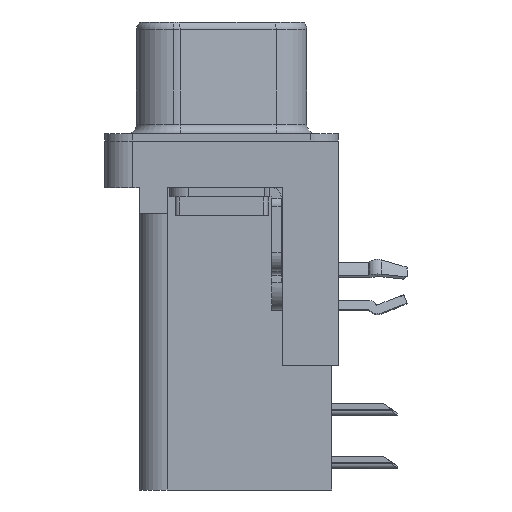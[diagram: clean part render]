
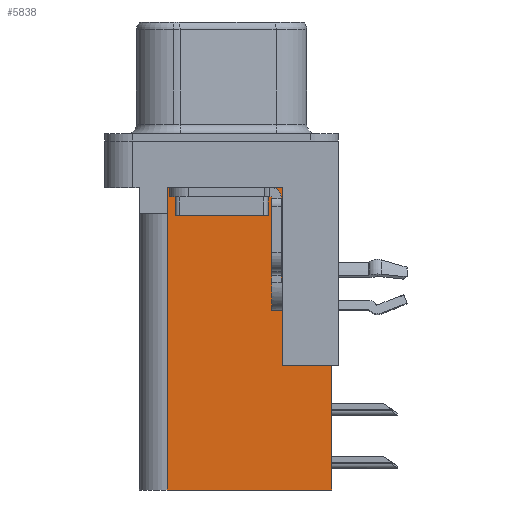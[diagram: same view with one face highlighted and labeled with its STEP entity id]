
A CAD part, left-side view. The second image highlights one B-rep face of the part: STEP entity #5838.
In plain terms, the highlighted planar face has unit normal (-1, 0, 0).
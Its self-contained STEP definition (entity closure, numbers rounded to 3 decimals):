
#919 = CARTESIAN_POINT ( 'NONE',  ( 3.7, -3.295, -18.76 ) ) ;
#973 = DIRECTION ( 'NONE',  ( 0., 0., 1. ) ) ;
#1458 = EDGE_CURVE ( 'NONE', #10317, #15945, #1763, .T. ) ;
#1745 = VECTOR ( 'NONE', #3793, 1000. ) ;
#1763 = LINE ( 'NONE', #2307, #1745 ) ;
#2307 = CARTESIAN_POINT ( 'NONE',  ( 3.7, 2.895, -3.9 ) ) ;
#2631 = DIRECTION ( 'NONE',  ( 0., 0., -1. ) ) ;
#3185 = EDGE_CURVE ( 'NONE', #15945, #3703, #18497, .T. ) ;
#3703 = VERTEX_POINT ( 'NONE', #10828 ) ;
#3793 = DIRECTION ( 'NONE',  ( 0., 0., -1. ) ) ;
#3985 = EDGE_CURVE ( 'NONE', #19827, #7703, #15314, .T. ) ;
#4455 = CARTESIAN_POINT ( 'NONE',  ( 3.7, 2.895, -2.5 ) ) ;
#5233 = FACE_OUTER_BOUND ( 'NONE', #6339, .T. ) ;
#5838 = ADVANCED_FACE ( 'NONE', ( #5233 ), #10457, .F. ) ;
#6168 = ORIENTED_EDGE ( 'NONE', *, *, #19239, .F. ) ;
#6339 = EDGE_LOOP ( 'NONE', ( #14148, #13215, #6870, #6168, #8593, #12255, #18835, #18392 ) ) ;
#6870 = ORIENTED_EDGE ( 'NONE', *, *, #3185, .T. ) ;
#7703 = VERTEX_POINT ( 'NONE', #10764 ) ;
#7785 = VECTOR ( 'NONE', #12775, 1000. ) ;
#7897 = CARTESIAN_POINT ( 'NONE',  ( 3.7, -5.925, -18.76 ) ) ;
#8387 = LINE ( 'NONE', #10929, #8474 ) ;
#8474 = VECTOR ( 'NONE', #21887, 1000. ) ;
#8593 = ORIENTED_EDGE ( 'NONE', *, *, #22838, .F. ) ;
#8993 = LINE ( 'NONE', #23578, #7785 ) ;
#9584 = VECTOR ( 'NONE', #16415, 1000. ) ;
#9644 = CARTESIAN_POINT ( 'NONE',  ( 3.7, -5.925, -12.05 ) ) ;
#9672 = LINE ( 'NONE', #18201, #9584 ) ;
#10288 = DIRECTION ( 'NONE',  ( 0., 1., 0. ) ) ;
#10317 = VERTEX_POINT ( 'NONE', #4455 ) ;
#10334 = DIRECTION ( 'NONE',  ( 1., 0., 0. ) ) ;
#10339 = CARTESIAN_POINT ( 'NONE',  ( 3.7, -3.295, -18.76 ) ) ;
#10457 = PLANE ( 'NONE',  #24151 ) ;
#10764 = CARTESIAN_POINT ( 'NONE',  ( 3.7, -3.295, -2.5 ) ) ;
#10828 = CARTESIAN_POINT ( 'NONE',  ( 3.7, 2.925, -3.9 ) ) ;
#10929 = CARTESIAN_POINT ( 'NONE',  ( 3.7, 2.925, -18.76 ) ) ;
#11243 = VECTOR ( 'NONE', #2631, 1000. ) ;
#11262 = LINE ( 'NONE', #13985, #11243 ) ;
#11838 = VECTOR ( 'NONE', #17318, 1000. ) ;
#11858 = LINE ( 'NONE', #15451, #11838 ) ;
#12255 = ORIENTED_EDGE ( 'NONE', *, *, #22932, .F. ) ;
#12775 = DIRECTION ( 'NONE',  ( 0., 1., 0. ) ) ;
#13046 = EDGE_CURVE ( 'NONE', #7703, #10317, #8993, .T. ) ;
#13215 = ORIENTED_EDGE ( 'NONE', *, *, #1458, .T. ) ;
#13985 = CARTESIAN_POINT ( 'NONE',  ( 3.7, -5.925, -2. ) ) ;
#14148 = ORIENTED_EDGE ( 'NONE', *, *, #13046, .T. ) ;
#14273 = VERTEX_POINT ( 'NONE', #23607 ) ;
#15151 = VECTOR ( 'NONE', #973, 1000. ) ;
#15212 = CARTESIAN_POINT ( 'NONE',  ( 3.7, 0., -3.9 ) ) ;
#15314 = LINE ( 'NONE', #919, #15151 ) ;
#15349 = DIRECTION ( 'NONE',  ( 0., 1., 0. ) ) ;
#15451 = CARTESIAN_POINT ( 'NONE',  ( 3.7, -3.295, -18.76 ) ) ;
#15945 = VERTEX_POINT ( 'NONE', #16362 ) ;
#16362 = CARTESIAN_POINT ( 'NONE',  ( 3.7, 2.895, -3.9 ) ) ;
#16415 = DIRECTION ( 'NONE',  ( 0., 1., 0. ) ) ;
#17016 = VERTEX_POINT ( 'NONE', #9644 ) ;
#17318 = DIRECTION ( 'NONE',  ( 0., 1., 0. ) ) ;
#18201 = CARTESIAN_POINT ( 'NONE',  ( 3.7, -6.295, -12.05 ) ) ;
#18392 = ORIENTED_EDGE ( 'NONE', *, *, #3985, .T. ) ;
#18405 = VECTOR ( 'NONE', #15349, 1000. ) ;
#18497 = LINE ( 'NONE', #15212, #18405 ) ;
#18835 = ORIENTED_EDGE ( 'NONE', *, *, #23109, .T. ) ;
#19239 = EDGE_CURVE ( 'NONE', #14273, #3703, #8387, .T. ) ;
#19482 = CARTESIAN_POINT ( 'NONE',  ( 3.7, -3.295, -12.05 ) ) ;
#19827 = VERTEX_POINT ( 'NONE', #19482 ) ;
#21887 = DIRECTION ( 'NONE',  ( 0., 0., 1. ) ) ;
#22242 = VERTEX_POINT ( 'NONE', #7897 ) ;
#22838 = EDGE_CURVE ( 'NONE', #22242, #14273, #11858, .T. ) ;
#22932 = EDGE_CURVE ( 'NONE', #17016, #22242, #11262, .T. ) ;
#23109 = EDGE_CURVE ( 'NONE', #17016, #19827, #9672, .T. ) ;
#23578 = CARTESIAN_POINT ( 'NONE',  ( 3.7, -3.295, -2.5 ) ) ;
#23607 = CARTESIAN_POINT ( 'NONE',  ( 3.7, 2.925, -18.76 ) ) ;
#24151 = AXIS2_PLACEMENT_3D ( 'NONE', #10339, #10334, #10288 ) ;
